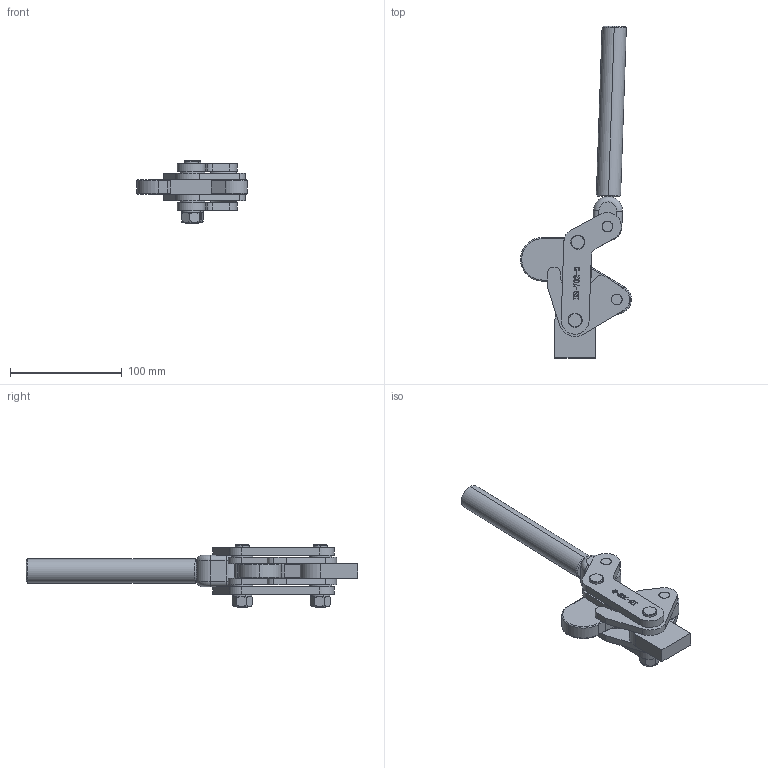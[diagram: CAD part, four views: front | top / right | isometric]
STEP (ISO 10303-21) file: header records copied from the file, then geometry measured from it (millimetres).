
FILE_DESCRIPTION (( 'STEP AP203' ), '1' );
FILE_NAME ('HS-702-D .STEP', '2019-09-04T07:28:48', ( '微软用户' ), ( '微软中国' ), 'SwSTEP 2.0', 'SolidWorks 2012', '' );
FILE_SCHEMA (( 'CONFIG_CONTROL_DESIGN' ));
Length unit declared in the file: millimetre
Products named in the file (14): HS-702-D ; prevailing torque all-metal 1 gb_GB_HEXAGON_LOCK_TYPE1 M10-N; curved single coil spring lock washers gb_GB_FASTENER_WASHER_CSLW 10; 怢論杶; T倛种; 蟀裝; 种2; 釱; 揤參; 种1; 忒梟; 忒參; 菜え; 菁釱
Assembly tree (26 placements, depth 2):
  HS-702-D 
    菁釱
    菜え  x7
    忒參
    忒梟  x2
    种1  x2
    揤參
    釱
    种2
    蟀裝  x2
    T倛种  x2
    怢論杶  x2
    curved single coil spring lock washers gb_GB_FASTENER_WASHER_CSLW 10  x2
    prevailing torque all-metal 1 gb_GB_HEXAGON_LOCK_TYPE1 M10-N  x2
Bounding box: 99.24 x 297.39 x 56 mm (x, y, z)
Volume: 243873.4 mm3; surface area: 86980.2 mm2
Topology: 28 solids, 28 shells, 1010 faces, 2594 edges, 1704 vertices
Faces by surface type: plane 514, bspline 246, cylinder 186, cone 50, torus 14
Entity records: 24584 total; most frequent: CARTESIAN_POINT 10072, ORIENTED_EDGE 2786, DIRECTION 2286, EDGE_CURVE 1393, VERTEX_POINT 911, LINE 868, VECTOR 868, AXIS2_PLACEMENT_3D 709
